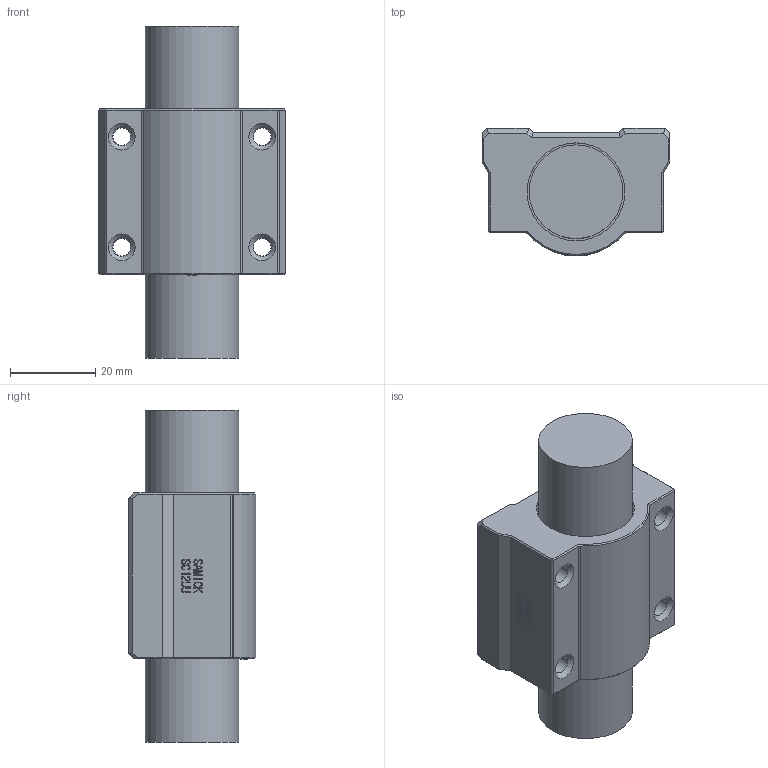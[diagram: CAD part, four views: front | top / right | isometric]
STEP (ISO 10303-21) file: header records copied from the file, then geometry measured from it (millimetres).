
FILE_DESCRIPTION((''),'2;1');
FILE_NAME('SCE12UU.stp','2013-02-07T10:20:02',('user2'),(''),'Autodesk Inventor 2012','Autodesk Inventor 2012','');
FILE_SCHEMA(('AUTOMOTIVE_DESIGN { 1 0 10303 214 1 1 1 1 }'));
Length unit declared in the file: millimetre
Products named in the file (1): SCE12UU
Bounding box: 44 x 30 x 78 mm (x, y, z)
Volume: 55909.6 mm3; surface area: 12983.3 mm2
Topology: 1 solids, 1 shells, 372 faces, 1005 edges, 656 vertices
Faces by surface type: bspline 224, plane 101, cylinder 29, cone 18
Full cylindrical faces by diameter (mm): 4.134 x4, 4.3 x4, 22 x2, 23 x2
Entity records: 13403 total; most frequent: CARTESIAN_POINT 5302, ORIENTED_EDGE 1966, EDGE_CURVE 983, DIRECTION 923, VERTEX_POINT 654, VECTOR 445, LINE 445, EDGE_LOOP 421
